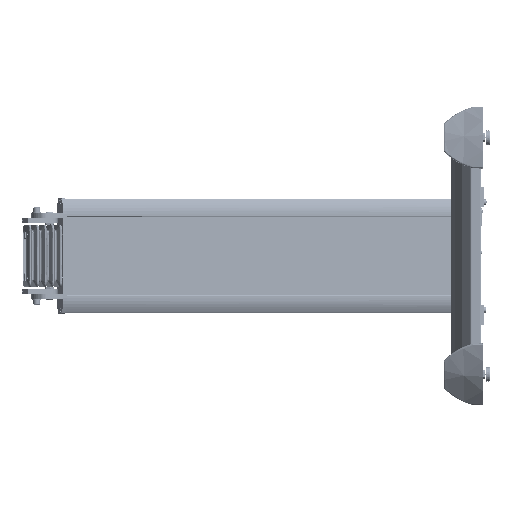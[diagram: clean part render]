
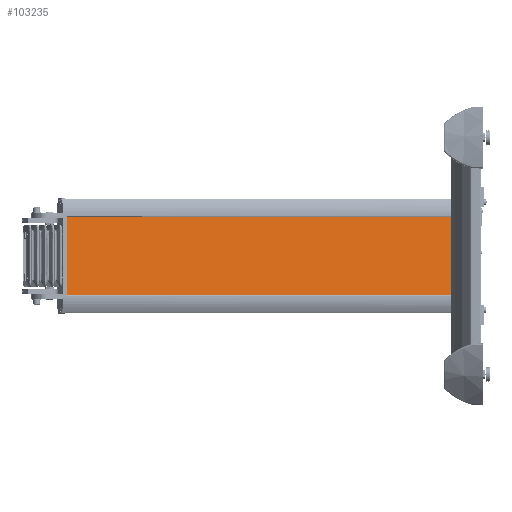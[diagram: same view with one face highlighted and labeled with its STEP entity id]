
A CAD part, left-side view. The second image highlights one B-rep face of the part: STEP entity #103235.
In plain terms, the highlighted face is planar.
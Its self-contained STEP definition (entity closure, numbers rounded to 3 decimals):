
#922 = DIRECTION ( 'NONE',  ( -1., 0., 0. ) ) ;
#1611 = DIRECTION ( 'NONE',  ( 1., 0., 0. ) ) ;
#3209 = VECTOR ( 'NONE', #12381, 1000. ) ;
#3732 = CARTESIAN_POINT ( 'NONE',  ( 0., -24., -89.5 ) ) ;
#12038 = VECTOR ( 'NONE', #1611, 1000. ) ;
#12381 = DIRECTION ( 'NONE',  ( 0., 0., -1. ) ) ;
#17567 = EDGE_CURVE ( 'NONE', #140218, #89981, #94347, .T. ) ;
#19793 = VERTEX_POINT ( 'NONE', #84567 ) ;
#21072 = DIRECTION ( 'NONE',  ( 0., 0., 1. ) ) ;
#21280 = AXIS2_PLACEMENT_3D ( 'NONE', #67172, #113160, #44756 ) ;
#36735 = CARTESIAN_POINT ( 'NONE',  ( 0., -24., 89.5 ) ) ;
#40085 = ORIENTED_EDGE ( 'NONE', *, *, #17567, .T. ) ;
#44028 = CARTESIAN_POINT ( 'NONE',  ( 975., -24., 130. ) ) ;
#44128 = ORIENTED_EDGE ( 'NONE', *, *, #77810, .T. ) ;
#44756 = DIRECTION ( 'NONE',  ( 0., 0., 1. ) ) ;
#50343 = LINE ( 'NONE', #57767, #80776 ) ;
#54987 = VERTEX_POINT ( 'NONE', #74695 ) ;
#57767 = CARTESIAN_POINT ( 'NONE',  ( 1000., -24., 89.5 ) ) ;
#67105 = LINE ( 'NONE', #44028, #93999 ) ;
#67172 = CARTESIAN_POINT ( 'NONE',  ( 1000., -24., 130. ) ) ;
#72722 = LINE ( 'NONE', #114445, #12038 ) ;
#73512 = ORIENTED_EDGE ( 'NONE', *, *, #112863, .T. ) ;
#74695 = CARTESIAN_POINT ( 'NONE',  ( 975., -24., -89.5 ) ) ;
#77810 = EDGE_CURVE ( 'NONE', #19793, #140218, #50343, .T. ) ;
#80776 = VECTOR ( 'NONE', #922, 1000. ) ;
#84567 = CARTESIAN_POINT ( 'NONE',  ( 975., -24., 89.5 ) ) ;
#84674 = ORIENTED_EDGE ( 'NONE', *, *, #138472, .T. ) ;
#89981 = VERTEX_POINT ( 'NONE', #3732 ) ;
#92268 = EDGE_LOOP ( 'NONE', ( #73512, #84674, #44128, #40085 ) ) ;
#92271 = CARTESIAN_POINT ( 'NONE',  ( 0., -24., 130. ) ) ;
#93999 = VECTOR ( 'NONE', #21072, 1000. ) ;
#94347 = LINE ( 'NONE', #92271, #3209 ) ;
#101748 = PLANE ( 'NONE',  #21280 ) ;
#101825 = FACE_OUTER_BOUND ( 'NONE', #92268, .T. ) ;
#103235 = ADVANCED_FACE ( 'Fl�che5', ( #101825 ), #101748, .F. ) ;
#112863 = EDGE_CURVE ( 'NONE', #89981, #54987, #72722, .T. ) ;
#113160 = DIRECTION ( 'NONE',  ( 0., 1., 0. ) ) ;
#114445 = CARTESIAN_POINT ( 'NONE',  ( 1000., -24., -89.5 ) ) ;
#138472 = EDGE_CURVE ( 'NONE', #54987, #19793, #67105, .T. ) ;
#140218 = VERTEX_POINT ( 'NONE', #36735 ) ;
